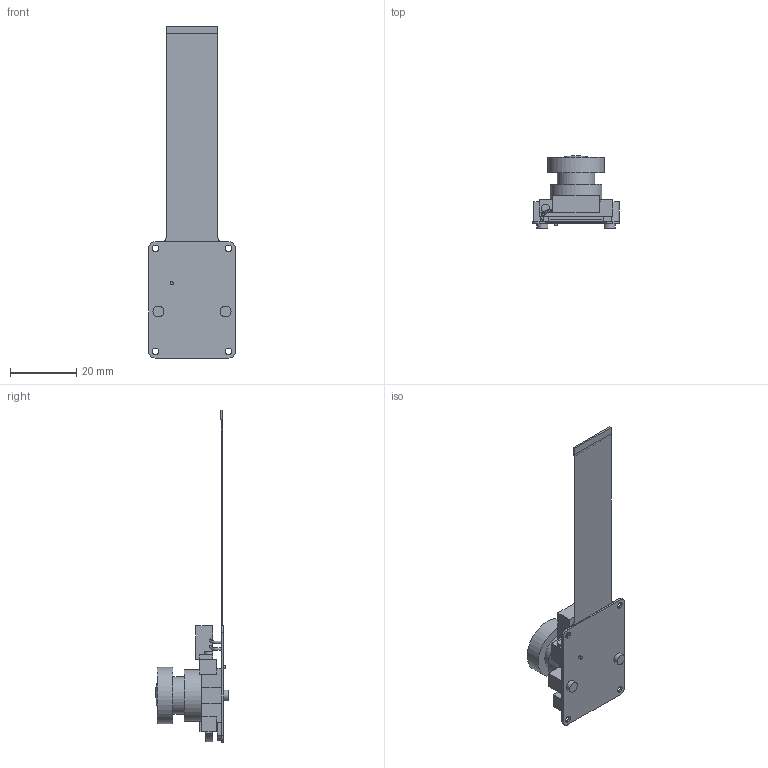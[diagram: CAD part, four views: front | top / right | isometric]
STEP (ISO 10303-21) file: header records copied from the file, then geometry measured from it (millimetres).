
FILE_DESCRIPTION(/* description */ (''),/* implementation_level */ '2;1');
FILE_NAME(/* name */ 'OS08A10 VIM3 camera_v1.step',/* time_stamp */ '2022-05-10T16:51:51+01:00',/* author */ (''),/* organization */ (''),/* preprocessor_version */ 'ST-DEVELOPER v18.1',/* originating_system */ 'Autodesk Translation Framework v10.14.0.1471',/* authorisation */ '');
FILE_SCHEMA (('AUTOMOTIVE_DESIGN { 1 0 10303 214 3 1 1 }'));
Length unit declared in the file: millimetre
Products named in the file (4): OS08A10 VIM3 camera; OS08A10 VIM3 camera body; OS08A10 VIM3 camera IR filter; OS08A10 VIM3 camera FPC flex cabel
Assembly tree (3 placements, depth 2):
  OS08A10 VIM3 camera
    OS08A10 VIM3 camera body
    OS08A10 VIM3 camera IR filter
    OS08A10 VIM3 camera FPC flex cabel
Bounding box: 26.2 x 21.87 x 100 mm (x, y, z)
Volume: 6611 mm3; surface area: 8022.5 mm2
Topology: 3 solids, 4 shells, 118 faces, 296 edges, 196 vertices
Faces by surface type: plane 82, cylinder 30, bspline 4, cone 1, sphere 1
Full cylindrical faces by diameter (mm): 1 x1, 1.5 x2, 2 x4, 2.5 x1, 3.3 x2, 11.3 x1, 13 x2, 15.6 x1, 17 x1
Entity records: 4010 total; most frequent: CARTESIAN_POINT 929, DIRECTION 606, ORIENTED_EDGE 591, EDGE_CURVE 296, LINE 220, VECTOR 220, VERTEX_POINT 196, AXIS2_PLACEMENT_3D 193
